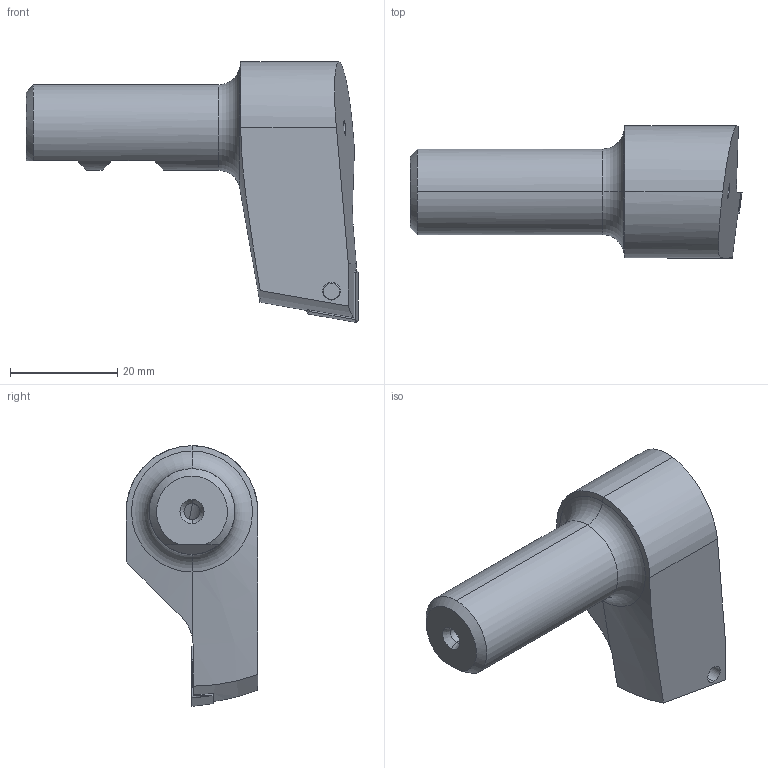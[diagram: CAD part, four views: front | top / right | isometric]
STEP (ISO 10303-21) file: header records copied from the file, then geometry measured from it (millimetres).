
FILE_DESCRIPTION (( 'STEP AP203' ), '1' );
FILE_NAME ('254.073.009.062.STEP', '2024-08-26T13:20:32', ( '' ), ( '' ), 'SwSTEP 2.0', 'SolidWorks 2022', '' );
FILE_SCHEMA (( 'CONFIG_CONTROL_DESIGN' ));
Length unit declared in the file: millimetre
Products named in the file (4): B73-WCB.K11.062_B; CCMT09T304; WCB-ER2.001.009_A; 254.073.009.062
Assembly tree (3 placements, depth 2):
  254.073.009.062
    B73-WCB.K11.062_B
    CCMT09T304
    WCB-ER2.001.009_A
Bounding box: 62 x 24.6 x 48.67 mm (x, y, z)
Volume: 22815.4 mm3; surface area: 6966.5 mm2
Topology: 3 solids, 3 shells, 143 faces, 373 edges, 223 vertices
Faces by surface type: plane 42, cylinder 39, cone 38, bspline 12, torus 10, sphere 2
Entity records: 5047 total; most frequent: CARTESIAN_POINT 1394, ORIENTED_EDGE 718, DIRECTION 640, EDGE_CURVE 359, AXIS2_PLACEMENT_3D 242, VERTEX_POINT 223, VECTOR 156, LINE 156
